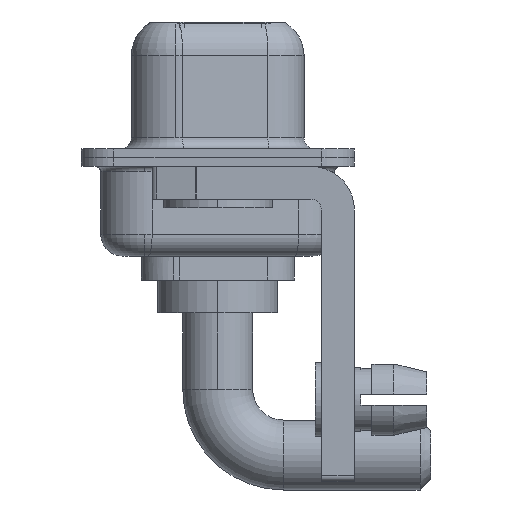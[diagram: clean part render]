
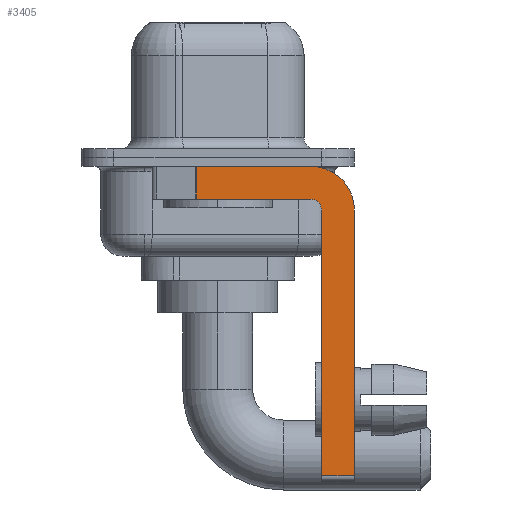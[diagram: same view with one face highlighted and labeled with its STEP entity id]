
A CAD part, left-side view. The second image highlights one B-rep face of the part: STEP entity #3405.
In plain terms, the highlighted planar face has unit normal (-1, 0, 0).
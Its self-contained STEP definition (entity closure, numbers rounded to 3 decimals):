
#192 = AXIS2_PLACEMENT_3D ( 'NONE', #2333, #7171, #3587 ) ;
#490 = CARTESIAN_POINT ( 'NONE',  ( -2.9, -6.25, -2.4 ) ) ;
#759 = CARTESIAN_POINT ( 'NONE',  ( -2.9, 0.978, -1.9 ) ) ;
#1014 = VERTEX_POINT ( 'NONE', #8302 ) ;
#1549 = DIRECTION ( 'NONE',  ( 0., 1., 0. ) ) ;
#1706 = DIRECTION ( 'NONE',  ( 1., 0., 0. ) ) ;
#1793 = CARTESIAN_POINT ( 'NONE',  ( -2.9, -4.25, -2.4 ) ) ;
#1969 = EDGE_CURVE ( 'NONE', #3526, #9871, #11585, .T. ) ;
#2024 = CARTESIAN_POINT ( 'NONE',  ( -2.9, -4.25, -14.55 ) ) ;
#2028 = LINE ( 'NONE', #759, #9105 ) ;
#2333 = CARTESIAN_POINT ( 'NONE',  ( -2.9, -4.25, -2.4 ) ) ;
#2451 = ORIENTED_EDGE ( 'NONE', *, *, #12191, .F. ) ;
#2681 = VERTEX_POINT ( 'NONE', #10048 ) ;
#2969 = AXIS2_PLACEMENT_3D ( 'NONE', #1793, #1706, #6548 ) ;
#3102 = DIRECTION ( 'NONE',  ( 0., -1., 0. ) ) ;
#3198 = DIRECTION ( 'NONE',  ( 0., -1., 0. ) ) ;
#3405 = ADVANCED_FACE ( 'NONE', ( #6709 ), #4157, .F. ) ;
#3526 = VERTEX_POINT ( 'NONE', #6058 ) ;
#3587 = DIRECTION ( 'NONE',  ( 0., 0., 1. ) ) ;
#3978 = VERTEX_POINT ( 'NONE', #14488 ) ;
#4075 = LINE ( 'NONE', #8995, #10974 ) ;
#4157 = PLANE ( 'NONE',  #10162 ) ;
#4228 = ORIENTED_EDGE ( 'NONE', *, *, #15320, .T. ) ;
#4242 = VECTOR ( 'NONE', #7872, 1000. ) ;
#5302 = EDGE_CURVE ( 'NONE', #6297, #12825, #4075, .T. ) ;
#5421 = ORIENTED_EDGE ( 'NONE', *, *, #9049, .F. ) ;
#5444 = VERTEX_POINT ( 'NONE', #5504 ) ;
#5504 = CARTESIAN_POINT ( 'NONE',  ( -2.9, -4.75, -2.4 ) ) ;
#5819 = LINE ( 'NONE', #15476, #7066 ) ;
#6058 = CARTESIAN_POINT ( 'NONE',  ( -2.9, 0.978, -0.4 ) ) ;
#6190 = ORIENTED_EDGE ( 'NONE', *, *, #13192, .F. ) ;
#6297 = VERTEX_POINT ( 'NONE', #11236 ) ;
#6548 = DIRECTION ( 'NONE',  ( 0., 0., -1. ) ) ;
#6709 = FACE_OUTER_BOUND ( 'NONE', #9872, .T. ) ;
#7066 = VECTOR ( 'NONE', #11695, 1000. ) ;
#7171 = DIRECTION ( 'NONE',  ( -1., 0., 0. ) ) ;
#7299 = CIRCLE ( 'NONE', #2969, 2. ) ;
#7348 = ORIENTED_EDGE ( 'NONE', *, *, #1969, .F. ) ;
#7370 = VECTOR ( 'NONE', #3102, 1000. ) ;
#7389 = ORIENTED_EDGE ( 'NONE', *, *, #9346, .F. ) ;
#7872 = DIRECTION ( 'NONE',  ( 0., 0., -1. ) ) ;
#7974 = ORIENTED_EDGE ( 'NONE', *, *, #5302, .F. ) ;
#8164 = EDGE_CURVE ( 'NONE', #3978, #1014, #12396, .T. ) ;
#8293 = CIRCLE ( 'NONE', #192, 0.5 ) ;
#8302 = CARTESIAN_POINT ( 'NONE',  ( -2.9, -6.25, -14.55 ) ) ;
#8995 = CARTESIAN_POINT ( 'NONE',  ( -2.9, -4.25, -1.9 ) ) ;
#9049 = EDGE_CURVE ( 'NONE', #5444, #6297, #8293, .T. ) ;
#9093 = ORIENTED_EDGE ( 'NONE', *, *, #8164, .T. ) ;
#9105 = VECTOR ( 'NONE', #14962, 1000. ) ;
#9136 = CARTESIAN_POINT ( 'NONE',  ( -2.9, 3., -0.4 ) ) ;
#9277 = VECTOR ( 'NONE', #3198, 1000. ) ;
#9346 = EDGE_CURVE ( 'NONE', #2681, #1014, #13865, .T. ) ;
#9871 = VERTEX_POINT ( 'NONE', #13767 ) ;
#9872 = EDGE_LOOP ( 'NONE', ( #7348, #4228, #7974, #5421, #2451, #9093, #7389, #6190 ) ) ;
#10048 = CARTESIAN_POINT ( 'NONE',  ( -2.9, -6.25, -2.4 ) ) ;
#10162 = AXIS2_PLACEMENT_3D ( 'NONE', #10429, #13899, #11532 ) ;
#10429 = CARTESIAN_POINT ( 'NONE',  ( -2.9, -4.25, -2.4 ) ) ;
#10688 = CARTESIAN_POINT ( 'NONE',  ( -2.9, 0.978, -1.9 ) ) ;
#10974 = VECTOR ( 'NONE', #1549, 1000. ) ;
#11236 = CARTESIAN_POINT ( 'NONE',  ( -2.9, -4.25, -1.9 ) ) ;
#11532 = DIRECTION ( 'NONE',  ( 0., 0., -1. ) ) ;
#11585 = LINE ( 'NONE', #9136, #7370 ) ;
#11695 = DIRECTION ( 'NONE',  ( 0., 0., 1. ) ) ;
#12191 = EDGE_CURVE ( 'NONE', #3978, #5444, #5819, .T. ) ;
#12396 = LINE ( 'NONE', #2024, #9277 ) ;
#12825 = VERTEX_POINT ( 'NONE', #10688 ) ;
#13192 = EDGE_CURVE ( 'NONE', #9871, #2681, #7299, .T. ) ;
#13767 = CARTESIAN_POINT ( 'NONE',  ( -2.9, -4.25, -0.4 ) ) ;
#13865 = LINE ( 'NONE', #490, #4242 ) ;
#13899 = DIRECTION ( 'NONE',  ( 1., 0., 0. ) ) ;
#14488 = CARTESIAN_POINT ( 'NONE',  ( -2.9, -4.75, -14.55 ) ) ;
#14962 = DIRECTION ( 'NONE',  ( 0., 0., -1. ) ) ;
#15320 = EDGE_CURVE ( 'NONE', #3526, #12825, #2028, .T. ) ;
#15476 = CARTESIAN_POINT ( 'NONE',  ( -2.9, -4.75, -14.8 ) ) ;
